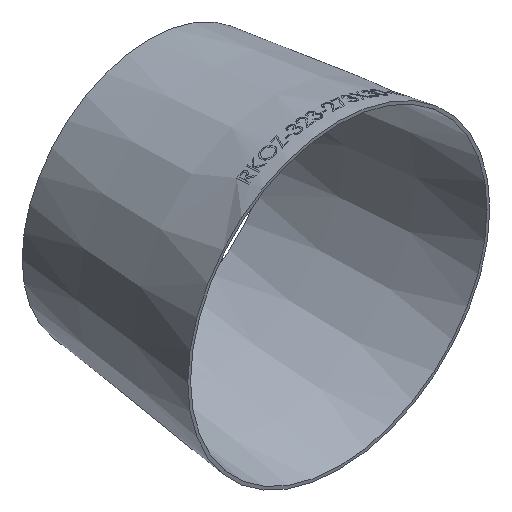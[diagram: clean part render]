
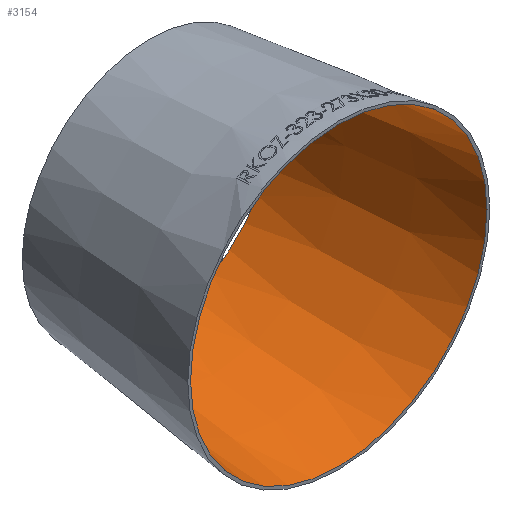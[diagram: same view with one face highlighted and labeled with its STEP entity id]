
A CAD part, isometric view. The second image highlights one B-rep face of the part: STEP entity #3154.
In plain terms, the highlighted conical face has half-angle 7.146 degrees and reference radius 158.927 mm.
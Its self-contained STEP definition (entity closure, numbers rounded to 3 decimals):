
#2791 = CIRCLE ( 'NONE', #25433, 158.927 ) ;
#2907 = FACE_OUTER_BOUND ( 'NONE', #36919, .T. ) ;
#3154 = ADVANCED_FACE ( 'NONE', ( #33667, #2907 ), #24379, .F. ) ;
#4035 = CARTESIAN_POINT ( 'NONE',  ( 0., 203., -133.477 ) ) ;
#5092 = DIRECTION ( 'NONE',  ( 0., 0., -1. ) ) ;
#5543 = ORIENTED_EDGE ( 'NONE', *, *, #14509, .F. ) ;
#6883 = VERTEX_POINT ( 'NONE', #4035 ) ;
#9185 = DIRECTION ( 'NONE',  ( 0., 0., -1. ) ) ;
#9396 = AXIS2_PLACEMENT_3D ( 'NONE', #30378, #23542, #26744 ) ;
#14509 = EDGE_CURVE ( 'NONE', #6883, #6883, #29461, .T. ) ;
#15273 = CARTESIAN_POINT ( 'NONE',  ( 0., 0., 0. ) ) ;
#15476 = DIRECTION ( 'NONE',  ( 0., -1., 0. ) ) ;
#18565 = EDGE_CURVE ( 'NONE', #37828, #37828, #2791, .T. ) ;
#22260 = CARTESIAN_POINT ( 'NONE',  ( 0., 0., -158.927 ) ) ;
#23542 = DIRECTION ( 'NONE',  ( 0., -1., 0. ) ) ;
#24379 = CONICAL_SURFACE ( 'NONE', #36641, 158.927, 0.125 ) ;
#25433 = AXIS2_PLACEMENT_3D ( 'NONE', #29787, #39685, #5092 ) ;
#26744 = DIRECTION ( 'NONE',  ( 0., 0., -1. ) ) ;
#29461 = CIRCLE ( 'NONE', #9396, 133.477 ) ;
#29787 = CARTESIAN_POINT ( 'NONE',  ( 0., 0., 0. ) ) ;
#30378 = CARTESIAN_POINT ( 'NONE',  ( 0., 203., 0. ) ) ;
#31937 = EDGE_LOOP ( 'NONE', ( #5543 ) ) ;
#32145 = ORIENTED_EDGE ( 'NONE', *, *, #18565, .T. ) ;
#33667 = FACE_BOUND ( 'NONE', #31937, .T. ) ;
#36641 = AXIS2_PLACEMENT_3D ( 'NONE', #15273, #15476, #9185 ) ;
#36919 = EDGE_LOOP ( 'NONE', ( #32145 ) ) ;
#37828 = VERTEX_POINT ( 'NONE', #22260 ) ;
#39685 = DIRECTION ( 'NONE',  ( 0., -1., 0. ) ) ;
